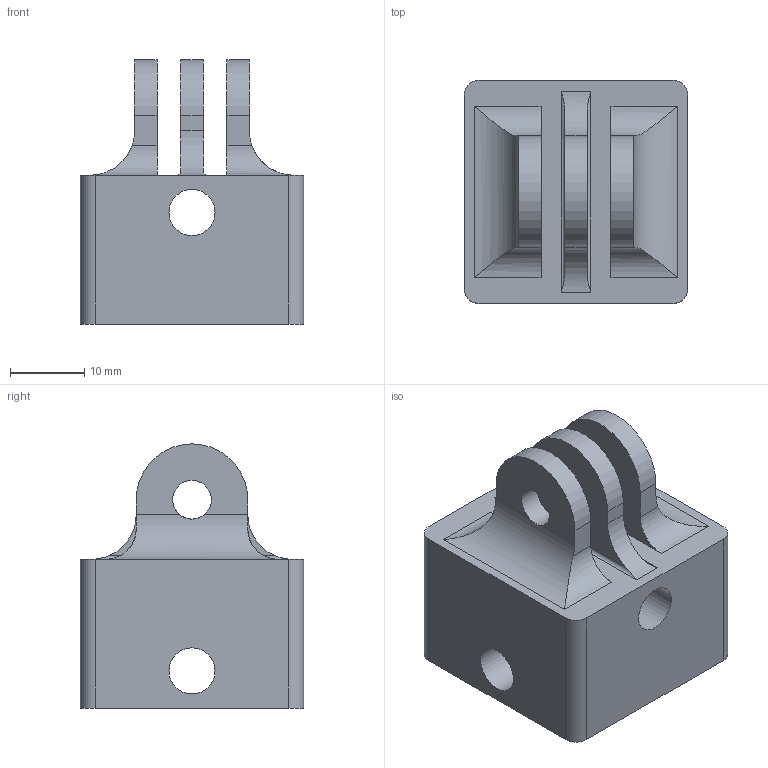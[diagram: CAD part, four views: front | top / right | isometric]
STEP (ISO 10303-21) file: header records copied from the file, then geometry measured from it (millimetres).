
FILE_DESCRIPTION(/* description */ (''),/* implementation_level */ '2;1');
FILE_NAME(/* name */ 'GopromaxHolder v2.step',/* time_stamp */ '2020-08-19T20:27:20+02:00',/* author */ (''),/* organization */ (''),/* preprocessor_version */ 'ST-DEVELOPER v18.1',/* originating_system */ 'Autodesk Translation Framework v9.3.0.1241',/* authorisation */ '');
FILE_SCHEMA (('AUTOMOTIVE_DESIGN { 1 0 10303 214 3 1 1 }'));
Length unit declared in the file: millimetre
Products named in the file (1): GopromaxHolder
Bounding box: 30 x 30 x 35.5 mm (x, y, z)
Volume: 18170 mm3; surface area: 6600.9 mm2
Topology: 1 solids, 1 shells, 40 faces, 111 edges, 74 vertices
Faces by surface type: cylinder 22, plane 18
Full cylindrical faces by diameter (mm): 5.2 x3, 6.2 x2
Entity records: 1401 total; most frequent: CARTESIAN_POINT 301, ORIENTED_EDGE 222, DIRECTION 221, EDGE_CURVE 111, AXIS2_PLACEMENT_3D 79, VERTEX_POINT 74, LINE 63, VECTOR 63
